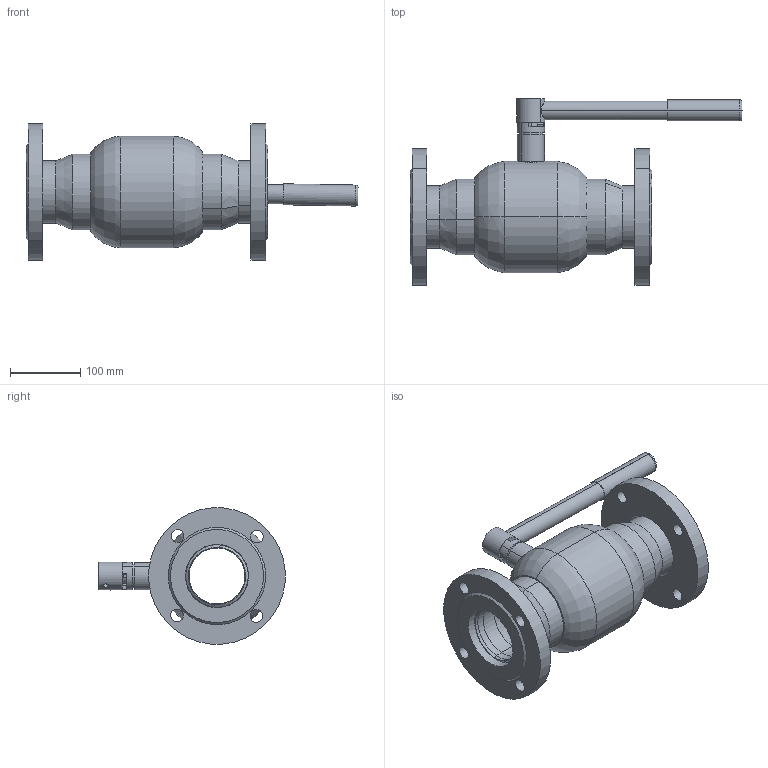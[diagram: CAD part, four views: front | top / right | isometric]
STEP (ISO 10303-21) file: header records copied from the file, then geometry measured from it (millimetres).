
FILE_DESCRIPTION (( 'STEP AP214' ), '1' );
FILE_NAME ('DN80籵噤楊擘爾諉⑩概.STEP', '2026-03-20T05:31:43', ( '' ), ( '' ), 'SwSTEP 2.0', 'SolidWorks 2022', '' );
FILE_SCHEMA (( 'AUTOMOTIVE_DESIGN' ));
Length unit declared in the file: millimetre
Products named in the file (9): Q61F-100-1概极樓馱; Q61F-100-5粣杶; Q61F-100-17球阀把手_默认<按加工>; Q61F-100-3概裝; 80籵噤諉; Q61F-100-16詩种; DN80籵噤楊擘爾諉⑩概; 80塘梓16鼠踝; 100參杶
Assembly tree (10 placements, depth 2):
  DN80籵噤楊擘爾諉⑩概
    Q61F-100-1概极樓馱
    Q61F-100-5粣杶
    80籵噤諉  x2
    Q61F-100-3概裝
    Q61F-100-16詩种
    Q61F-100-17球阀把手_默认<按加工>
    100參杶
    80塘梓16鼠踝  x2
Bounding box: 473.66 x 265.69 x 194.37 mm (x, y, z)
Volume: 1938908.2 mm3; surface area: 543111.5 mm2
Topology: 11 solids, 11 shells, 211 faces, 470 edges, 292 vertices
Faces by surface type: cylinder 102, plane 61, cone 28, torus 20
Entity records: 5869 total; most frequent: CARTESIAN_POINT 1510, DIRECTION 906, ORIENTED_EDGE 748, AXIS2_PLACEMENT_3D 374, EDGE_CURVE 374, VERTEX_POINT 234, EDGE_LOOP 204, CIRCLE 194
